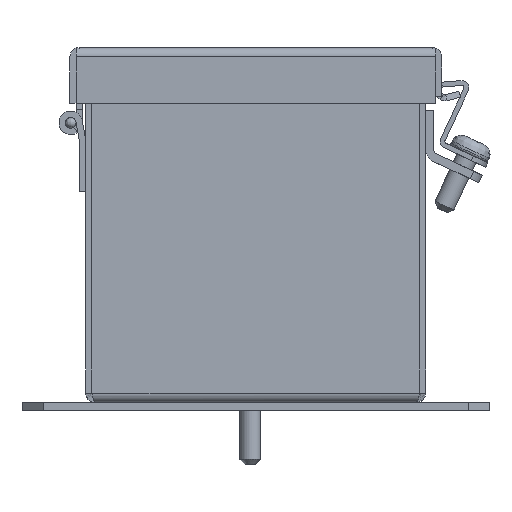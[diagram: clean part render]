
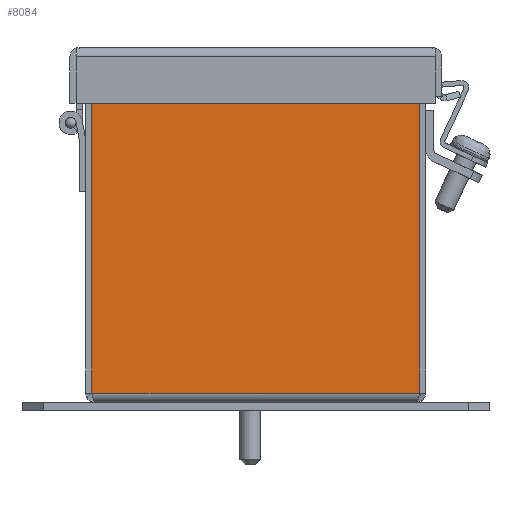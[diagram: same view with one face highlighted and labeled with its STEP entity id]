
A CAD part, left-side view. The second image highlights one B-rep face of the part: STEP entity #8084.
In plain terms, the highlighted planar face has unit normal (-1, 0, 0).
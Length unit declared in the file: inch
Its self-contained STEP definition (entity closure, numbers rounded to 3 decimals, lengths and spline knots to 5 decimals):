
#449 = ORIENTED_EDGE ( 'NONE', *, *, #3016, .F. ) ;
#549 = EDGE_CURVE ( 'NONE', #15739, #11781, #4064, .T. ) ;
#734 = VERTEX_POINT ( 'NONE', #3259 ) ;
#1142 = VECTOR ( 'NONE', #6804, 39.37008 ) ;
#1322 = EDGE_CURVE ( 'NONE', #9261, #2519, #6330, .T. ) ;
#1602 = DIRECTION ( 'NONE',  ( 0., 0., 1. ) ) ;
#1729 = LINE ( 'NONE', #8445, #6869 ) ;
#1758 = DIRECTION ( 'NONE',  ( 0., 1., 0. ) ) ;
#1854 = DIRECTION ( 'NONE',  ( 0., -1., 0. ) ) ;
#2519 = VERTEX_POINT ( 'NONE', #5953 ) ;
#2531 = CARTESIAN_POINT ( 'NONE',  ( -6., 13.406, 0. ) ) ;
#3016 = EDGE_CURVE ( 'NONE', #8339, #9261, #1729, .T. ) ;
#3259 = CARTESIAN_POINT ( 'NONE',  ( -6., -1.92789, 0.108 ) ) ;
#3654 = PLANE ( 'NONE',  #14294 ) ;
#3663 = ORIENTED_EDGE ( 'NONE', *, *, #549, .F. ) ;
#4064 = LINE ( 'NONE', #14676, #16358 ) ;
#4480 = LINE ( 'NONE', #13695, #4740 ) ;
#4567 = DIRECTION ( 'NONE',  ( 1., 0., 0. ) ) ;
#4740 = VECTOR ( 'NONE', #1758, 39.37008 ) ;
#5120 = CARTESIAN_POINT ( 'NONE',  ( -6., 1.91796, 3.892 ) ) ;
#5762 = ORIENTED_EDGE ( 'NONE', *, *, #17201, .T. ) ;
#5950 = CARTESIAN_POINT ( 'NONE',  ( -6., 1.92789, 3.82223 ) ) ;
#5953 = CARTESIAN_POINT ( 'NONE',  ( -6., -1.92789, 3.82223 ) ) ;
#6067 = EDGE_CURVE ( 'NONE', #11781, #8339, #9578, .T. ) ;
#6330 = CIRCLE ( 'NONE', #16068, 0.25 ) ;
#6804 = DIRECTION ( 'NONE',  ( 0., 0., 1. ) ) ;
#6869 = VECTOR ( 'NONE', #7132, 39.37008 ) ;
#7132 = DIRECTION ( 'NONE',  ( 0., -1., 0. ) ) ;
#7256 = CARTESIAN_POINT ( 'NONE',  ( -6., -1.67789, 3.82223 ) ) ;
#7292 = ORIENTED_EDGE ( 'NONE', *, *, #6067, .F. ) ;
#8084 = ADVANCED_FACE ( 'NONE', ( #15582 ), #3654, .F. ) ;
#8339 = VERTEX_POINT ( 'NONE', #5120 ) ;
#8445 = CARTESIAN_POINT ( 'NONE',  ( -6., 13.406, 3.892 ) ) ;
#8878 = DIRECTION ( 'NONE',  ( 1., 0., 0. ) ) ;
#9052 = DIRECTION ( 'NONE',  ( 0., -1., 0. ) ) ;
#9261 = VERTEX_POINT ( 'NONE', #12496 ) ;
#9578 = CIRCLE ( 'NONE', #11809, 0.25 ) ;
#9946 = DIRECTION ( 'NONE',  ( 0., 0., -1. ) ) ;
#10196 = CARTESIAN_POINT ( 'NONE',  ( -6., 1.67789, 3.82223 ) ) ;
#11781 = VERTEX_POINT ( 'NONE', #5950 ) ;
#11809 = AXIS2_PLACEMENT_3D ( 'NONE', #10196, #15511, #9946 ) ;
#12496 = CARTESIAN_POINT ( 'NONE',  ( -6., -1.91796, 3.892 ) ) ;
#13015 = ORIENTED_EDGE ( 'NONE', *, *, #1322, .F. ) ;
#13695 = CARTESIAN_POINT ( 'NONE',  ( -6., -1.892, 0.108 ) ) ;
#14294 = AXIS2_PLACEMENT_3D ( 'NONE', #2531, #8878, #9052 ) ;
#14676 = CARTESIAN_POINT ( 'NONE',  ( -6., 1.92789, 0.108 ) ) ;
#14904 = EDGE_LOOP ( 'NONE', ( #7292, #3663, #15001, #5762, #13015, #449 ) ) ;
#15001 = ORIENTED_EDGE ( 'NONE', *, *, #15887, .F. ) ;
#15511 = DIRECTION ( 'NONE',  ( 1., 0., 0. ) ) ;
#15575 = CARTESIAN_POINT ( 'NONE',  ( -6., 1.92789, 0.108 ) ) ;
#15582 = FACE_OUTER_BOUND ( 'NONE', #14904, .T. ) ;
#15739 = VERTEX_POINT ( 'NONE', #15575 ) ;
#15887 = EDGE_CURVE ( 'NONE', #734, #15739, #4480, .T. ) ;
#16068 = AXIS2_PLACEMENT_3D ( 'NONE', #7256, #4567, #1854 ) ;
#16123 = CARTESIAN_POINT ( 'NONE',  ( -6., -1.92789, 0.108 ) ) ;
#16358 = VECTOR ( 'NONE', #1602, 39.37008 ) ;
#16373 = LINE ( 'NONE', #16123, #1142 ) ;
#17201 = EDGE_CURVE ( 'NONE', #734, #2519, #16373, .T. ) ;
